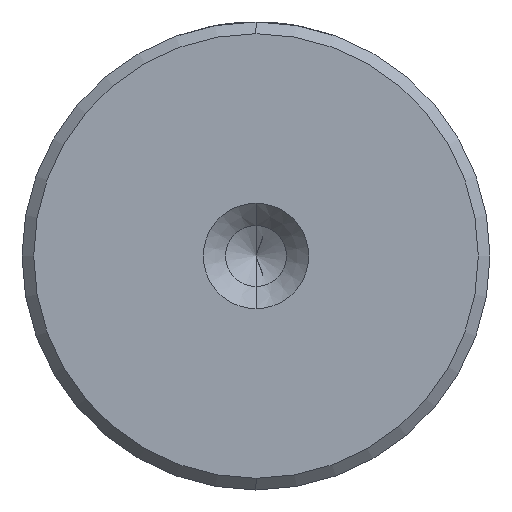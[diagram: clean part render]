
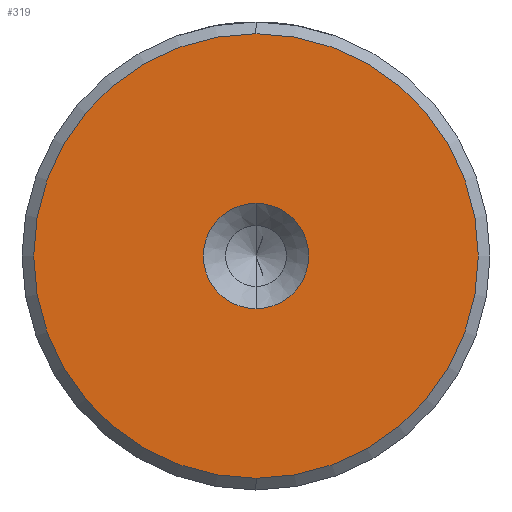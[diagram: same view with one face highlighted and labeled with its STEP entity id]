
A CAD part, left-side view. The second image highlights one B-rep face of the part: STEP entity #319.
In plain terms, the highlighted planar face has unit normal (-1, 0, 0).
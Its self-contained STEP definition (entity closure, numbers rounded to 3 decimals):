
#51 = EDGE_LOOP ( 'NONE', ( #1077, #537 ) ) ;
#91 = EDGE_LOOP ( 'NONE', ( #1208, #797 ) ) ;
#113 = CARTESIAN_POINT ( 'NONE',  ( 0., 0., 2.25 ) ) ;
#131 = EDGE_CURVE ( 'NONE', #1949, #380, #598, .T. ) ;
#210 = VERTEX_POINT ( 'NONE', #1342 ) ;
#269 = FACE_BOUND ( 'NONE', #51, .T. ) ;
#278 = CARTESIAN_POINT ( 'NONE',  ( 0., 0., -2.25 ) ) ;
#296 = DIRECTION ( 'NONE',  ( -1., 0., 0. ) ) ;
#319 = ADVANCED_FACE ( 'NONE', ( #2117, #269 ), #714, .T. ) ;
#380 = VERTEX_POINT ( 'NONE', #113 ) ;
#537 = ORIENTED_EDGE ( 'NONE', *, *, #131, .F. ) ;
#598 = CIRCLE ( 'NONE', #843, 2.25 ) ;
#613 = CARTESIAN_POINT ( 'NONE',  ( 0., 0., 0. ) ) ;
#663 = DIRECTION ( 'NONE',  ( 0., 0., 1. ) ) ;
#670 = DIRECTION ( 'NONE',  ( -1., 0., 0. ) ) ;
#714 = PLANE ( 'NONE',  #2159 ) ;
#727 = CARTESIAN_POINT ( 'NONE',  ( 0., 0., 0. ) ) ;
#773 = AXIS2_PLACEMENT_3D ( 'NONE', #824, #2012, #990 ) ;
#793 = DIRECTION ( 'NONE',  ( -1., 0., 0. ) ) ;
#797 = ORIENTED_EDGE ( 'NONE', *, *, #2121, .T. ) ;
#824 = CARTESIAN_POINT ( 'NONE',  ( 0., 0., 0. ) ) ;
#843 = AXIS2_PLACEMENT_3D ( 'NONE', #2052, #1899, #1883 ) ;
#904 = EDGE_CURVE ( 'NONE', #380, #1949, #1422, .T. ) ;
#990 = DIRECTION ( 'NONE',  ( 0., 0., 1. ) ) ;
#1077 = ORIENTED_EDGE ( 'NONE', *, *, #904, .F. ) ;
#1169 = AXIS2_PLACEMENT_3D ( 'NONE', #613, #793, #1815 ) ;
#1208 = ORIENTED_EDGE ( 'NONE', *, *, #1969, .T. ) ;
#1251 = CIRCLE ( 'NONE', #773, 9.5 ) ;
#1321 = CIRCLE ( 'NONE', #1936, 9.5 ) ;
#1335 = CARTESIAN_POINT ( 'NONE',  ( 0., 0., 0. ) ) ;
#1342 = CARTESIAN_POINT ( 'NONE',  ( 0., 0., 9.5 ) ) ;
#1422 = CIRCLE ( 'NONE', #1169, 2.25 ) ;
#1499 = DIRECTION ( 'NONE',  ( 0., 0., 1. ) ) ;
#1560 = CARTESIAN_POINT ( 'NONE',  ( 0., 0., -9.5 ) ) ;
#1649 = VERTEX_POINT ( 'NONE', #1560 ) ;
#1815 = DIRECTION ( 'NONE',  ( 0., 0., 1. ) ) ;
#1883 = DIRECTION ( 'NONE',  ( 0., 0., 1. ) ) ;
#1899 = DIRECTION ( 'NONE',  ( -1., 0., 0. ) ) ;
#1936 = AXIS2_PLACEMENT_3D ( 'NONE', #1335, #296, #1499 ) ;
#1949 = VERTEX_POINT ( 'NONE', #278 ) ;
#1969 = EDGE_CURVE ( 'NONE', #1649, #210, #1251, .T. ) ;
#2012 = DIRECTION ( 'NONE',  ( -1., 0., 0. ) ) ;
#2052 = CARTESIAN_POINT ( 'NONE',  ( 0., 0., 0. ) ) ;
#2117 = FACE_OUTER_BOUND ( 'NONE', #91, .T. ) ;
#2121 = EDGE_CURVE ( 'NONE', #210, #1649, #1321, .T. ) ;
#2159 = AXIS2_PLACEMENT_3D ( 'NONE', #727, #670, #663 ) ;
